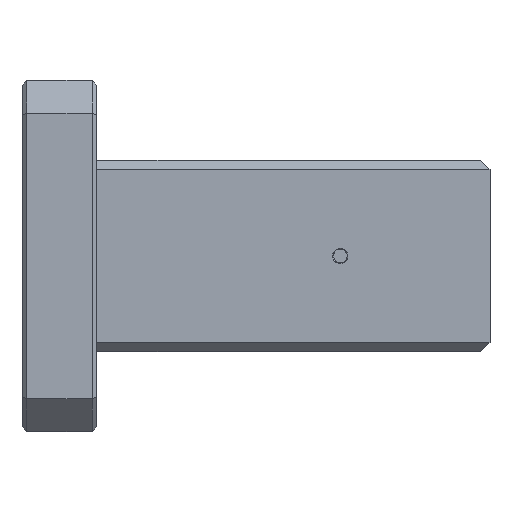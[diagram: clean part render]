
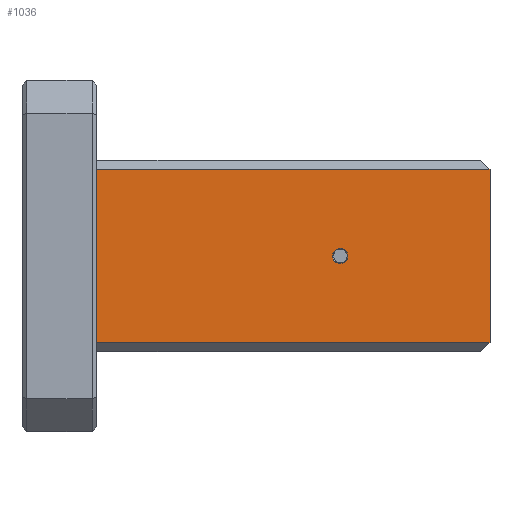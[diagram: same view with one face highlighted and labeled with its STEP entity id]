
A CAD part, front view. The second image highlights one B-rep face of the part: STEP entity #1036.
In plain terms, the highlighted planar face has unit normal (0, -1, 0).
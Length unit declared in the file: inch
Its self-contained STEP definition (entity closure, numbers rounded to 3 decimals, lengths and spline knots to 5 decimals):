
#54 = CARTESIAN_POINT ( 'NONE',  ( -0.27214, -0.1677, 0.26835 ) ) ;
#99 = CARTESIAN_POINT ( 'NONE',  ( 0.04786, -0.1677, 0.45335 ) ) ;
#124 = CARTESIAN_POINT ( 'NONE',  ( -0.79214, -0.1677, 0.08335 ) ) ;
#185 = PLANE ( 'NONE',  #2175 ) ;
#348 = VECTOR ( 'NONE', #657, 39.37008 ) ;
#402 = CIRCLE ( 'NONE', #1976, 0.01617 ) ;
#409 = CARTESIAN_POINT ( 'NONE',  ( 0.04786, -0.1677, -0.10665 ) ) ;
#440 = LINE ( 'NONE', #99, #2935 ) ;
#441 = LINE ( 'NONE', #2323, #348 ) ;
#526 = CARTESIAN_POINT ( 'NONE',  ( -0.25601, -0.1677, 0.26934 ) ) ;
#547 = CARTESIAN_POINT ( 'NONE',  ( -0.27214, -0.1677, 0.26835 ) ) ;
#605 = ORIENTED_EDGE ( 'NONE', *, *, #2179, .F. ) ;
#610 = DIRECTION ( 'NONE',  ( 0.061, 0., -0.998 ) ) ;
#614 = DIRECTION ( 'NONE',  ( 0., -1., 0. ) ) ;
#657 = DIRECTION ( 'NONE',  ( 0., 0., 1. ) ) ;
#834 = EDGE_CURVE ( 'NONE', #2890, #3418, #1517, .T. ) ;
#954 = CARTESIAN_POINT ( 'NONE',  ( 0.04786, -0.1677, 0.45335 ) ) ;
#975 = DIRECTION ( 'NONE',  ( 0., -1., 0. ) ) ;
#987 = CARTESIAN_POINT ( 'NONE',  ( -0.27935, -0.1677, 0.25388 ) ) ;
#1012 = EDGE_CURVE ( 'NONE', #3350, #3301, #2708, .T. ) ;
#1036 = ADVANCED_FACE ( 'NONE', ( #1395, #1481 ), #185, .F. ) ;
#1091 = ORIENTED_EDGE ( 'NONE', *, *, #2543, .F. ) ;
#1104 = EDGE_CURVE ( 'NONE', #1151, #1569, #441, .T. ) ;
#1113 = CARTESIAN_POINT ( 'NONE',  ( -0.28106, -0.1677, 0.28183 ) ) ;
#1151 = VERTEX_POINT ( 'NONE', #2124 ) ;
#1192 = VERTEX_POINT ( 'NONE', #526 ) ;
#1197 = ORIENTED_EDGE ( 'NONE', *, *, #834, .F. ) ;
#1199 = CARTESIAN_POINT ( 'NONE',  ( -0.27214, -0.1677, 0.26835 ) ) ;
#1254 = CARTESIAN_POINT ( 'NONE',  ( -0.26493, -0.1677, 0.28282 ) ) ;
#1261 = DIRECTION ( 'NONE',  ( 0.061, 0., -0.998 ) ) ;
#1273 = EDGE_CURVE ( 'NONE', #3266, #1151, #2858, .T. ) ;
#1395 = FACE_OUTER_BOUND ( 'NONE', #2196, .T. ) ;
#1402 = DIRECTION ( 'NONE',  ( 0., -1., 0. ) ) ;
#1407 = VERTEX_POINT ( 'NONE', #2278 ) ;
#1424 = AXIS2_PLACEMENT_3D ( 'NONE', #547, #1974, #2535 ) ;
#1481 = FACE_BOUND ( 'NONE', #2093, .T. ) ;
#1517 = CIRCLE ( 'NONE', #3625, 0.01617 ) ;
#1552 = VERTEX_POINT ( 'NONE', #1606 ) ;
#1557 = DIRECTION ( 'NONE',  ( 0., -1., 0. ) ) ;
#1569 = VERTEX_POINT ( 'NONE', #954 ) ;
#1606 = CARTESIAN_POINT ( 'NONE',  ( -0.26322, -0.1677, 0.25487 ) ) ;
#1690 = DIRECTION ( 'NONE',  ( 0.061, 0., -0.998 ) ) ;
#1752 = EDGE_CURVE ( 'NONE', #1569, #1407, #440, .T. ) ;
#1806 = CARTESIAN_POINT ( 'NONE',  ( -0.27115, -0.1677, 0.25221 ) ) ;
#1814 = ORIENTED_EDGE ( 'NONE', *, *, #2025, .F. ) ;
#1823 = DIRECTION ( 'NONE',  ( 0.061, 0., -0.998 ) ) ;
#1838 = CIRCLE ( 'NONE', #2435, 0.01617 ) ;
#1877 = EDGE_CURVE ( 'NONE', #3301, #2723, #402, .T. ) ;
#1886 = CARTESIAN_POINT ( 'NONE',  ( -0.27214, -0.1677, 0.26835 ) ) ;
#1904 = CARTESIAN_POINT ( 'NONE',  ( -0.27214, -0.1677, 0.26835 ) ) ;
#1948 = CIRCLE ( 'NONE', #2055, 0.01617 ) ;
#1974 = DIRECTION ( 'NONE',  ( 0., -1., 0. ) ) ;
#1976 = AXIS2_PLACEMENT_3D ( 'NONE', #2951, #975, #1261 ) ;
#2017 = CARTESIAN_POINT ( 'NONE',  ( 0.04786, -0.1677, 0.08335 ) ) ;
#2025 = EDGE_CURVE ( 'NONE', #1192, #2890, #1838, .T. ) ;
#2026 = CIRCLE ( 'NONE', #1424, 0.01617 ) ;
#2055 = AXIS2_PLACEMENT_3D ( 'NONE', #1199, #2344, #1690 ) ;
#2093 = EDGE_LOOP ( 'NONE', ( #1814, #2403, #3657, #3617, #3640, #605, #1197 ) ) ;
#2124 = CARTESIAN_POINT ( 'NONE',  ( 0.04786, -0.1677, 0.08335 ) ) ;
#2175 = AXIS2_PLACEMENT_3D ( 'NONE', #409, #3536, #3010 ) ;
#2179 = EDGE_CURVE ( 'NONE', #3418, #3350, #1948, .T. ) ;
#2196 = EDGE_LOOP ( 'NONE', ( #3203, #2381, #1091, #3239 ) ) ;
#2278 = CARTESIAN_POINT ( 'NONE',  ( -0.79214, -0.1677, 0.45335 ) ) ;
#2305 = DIRECTION ( 'NONE',  ( 1., 0., 0. ) ) ;
#2323 = CARTESIAN_POINT ( 'NONE',  ( 0.04786, -0.1677, -0.10665 ) ) ;
#2328 = CARTESIAN_POINT ( 'NONE',  ( -0.79214, -0.1677, -0.10665 ) ) ;
#2344 = DIRECTION ( 'NONE',  ( 0., -1., 0. ) ) ;
#2381 = ORIENTED_EDGE ( 'NONE', *, *, #1752, .T. ) ;
#2403 = ORIENTED_EDGE ( 'NONE', *, *, #2461, .F. ) ;
#2435 = AXIS2_PLACEMENT_3D ( 'NONE', #1904, #1402, #2763 ) ;
#2461 = EDGE_CURVE ( 'NONE', #1552, #1192, #2026, .T. ) ;
#2484 = DIRECTION ( 'NONE',  ( 0., -1., 0. ) ) ;
#2513 = CARTESIAN_POINT ( 'NONE',  ( -0.28828, -0.1677, 0.26736 ) ) ;
#2535 = DIRECTION ( 'NONE',  ( 0.061, 0., -0.998 ) ) ;
#2543 = EDGE_CURVE ( 'NONE', #3266, #1407, #3423, .T. ) ;
#2563 = CIRCLE ( 'NONE', #3361, 0.01617 ) ;
#2708 = CIRCLE ( 'NONE', #3535, 0.01617 ) ;
#2723 = VERTEX_POINT ( 'NONE', #1806 ) ;
#2763 = DIRECTION ( 'NONE',  ( 0.061, 0., -0.998 ) ) ;
#2796 = VECTOR ( 'NONE', #2305, 39.37008 ) ;
#2858 = LINE ( 'NONE', #2017, #2796 ) ;
#2890 = VERTEX_POINT ( 'NONE', #1254 ) ;
#2897 = DIRECTION ( 'NONE',  ( 0.061, 0., -0.998 ) ) ;
#2921 = EDGE_CURVE ( 'NONE', #2723, #1552, #2563, .T. ) ;
#2935 = VECTOR ( 'NONE', #3080, 39.37008 ) ;
#2951 = CARTESIAN_POINT ( 'NONE',  ( -0.27214, -0.1677, 0.26835 ) ) ;
#2968 = DIRECTION ( 'NONE',  ( 0., 0., 1. ) ) ;
#3010 = DIRECTION ( 'NONE',  ( -1., 0., 0. ) ) ;
#3080 = DIRECTION ( 'NONE',  ( -1., 0., 0. ) ) ;
#3146 = CARTESIAN_POINT ( 'NONE',  ( -0.27214, -0.1677, 0.26835 ) ) ;
#3203 = ORIENTED_EDGE ( 'NONE', *, *, #1104, .T. ) ;
#3239 = ORIENTED_EDGE ( 'NONE', *, *, #1273, .T. ) ;
#3266 = VERTEX_POINT ( 'NONE', #124 ) ;
#3301 = VERTEX_POINT ( 'NONE', #987 ) ;
#3350 = VERTEX_POINT ( 'NONE', #2513 ) ;
#3361 = AXIS2_PLACEMENT_3D ( 'NONE', #54, #614, #2897 ) ;
#3418 = VERTEX_POINT ( 'NONE', #1113 ) ;
#3423 = LINE ( 'NONE', #2328, #3432 ) ;
#3432 = VECTOR ( 'NONE', #2968, 39.37008 ) ;
#3535 = AXIS2_PLACEMENT_3D ( 'NONE', #3146, #2484, #610 ) ;
#3536 = DIRECTION ( 'NONE',  ( 0., 1., 0. ) ) ;
#3617 = ORIENTED_EDGE ( 'NONE', *, *, #1877, .F. ) ;
#3625 = AXIS2_PLACEMENT_3D ( 'NONE', #1886, #1557, #1823 ) ;
#3640 = ORIENTED_EDGE ( 'NONE', *, *, #1012, .F. ) ;
#3657 = ORIENTED_EDGE ( 'NONE', *, *, #2921, .F. ) ;
